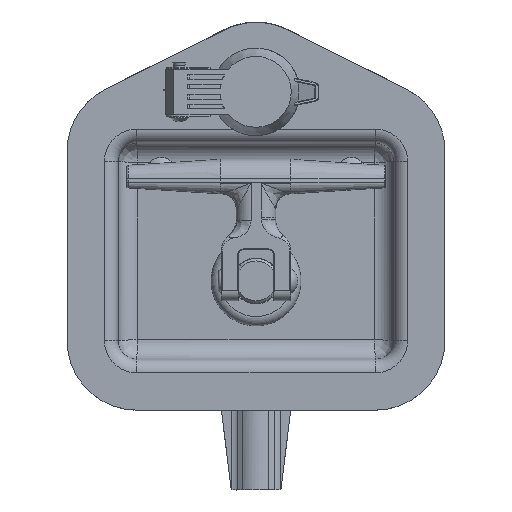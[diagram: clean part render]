
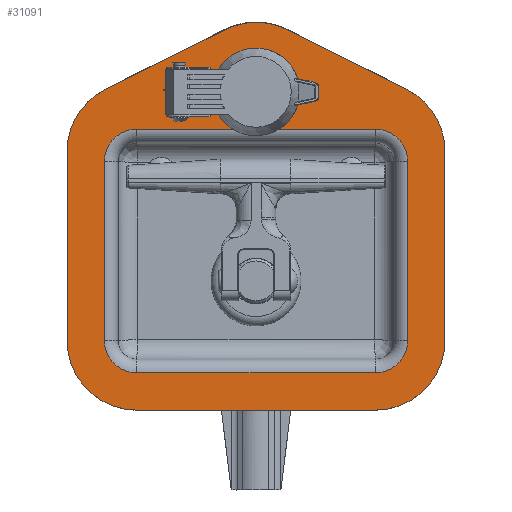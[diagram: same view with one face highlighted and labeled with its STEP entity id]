
A CAD part, top view. The second image highlights one B-rep face of the part: STEP entity #31091.
In plain terms, the highlighted planar face has unit normal (0, 0, 1).
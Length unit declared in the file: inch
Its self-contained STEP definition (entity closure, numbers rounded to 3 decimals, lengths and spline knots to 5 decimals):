
#29461=CARTESIAN_POINT('',(1.90625,1.18278,-0.21246));
#29462=VERTEX_POINT('',#29461);
#29470=CARTESIAN_POINT('',(1.90625,3.43428,-0.21246));
#29471=VERTEX_POINT('',#29470);
#29472=CARTESIAN_POINT('',(1.90625,3.43428,-0.21246));
#29473=DIRECTION('',(0.0,-1.0,0.0));
#29474=VECTOR('',#29473,2.2515);
#29475=LINE('',#29472,#29474);
#29476=EDGE_CURVE('',#29471,#29462,#29475,.T.);
#29494=CARTESIAN_POINT('',(1.50025,3.84028,-0.21246));
#29495=VERTEX_POINT('',#29494);
#29505=CARTESIAN_POINT('',(1.50025,3.43428,-0.21246));
#29506=DIRECTION('',(0.0,0.0,1.0));
#29507=DIRECTION('',(1.0,0.0,0.0));
#29508=AXIS2_PLACEMENT_3D('',#29505,#29506,#29507);
#29509=CIRCLE('',#29508,0.406);
#29510=EDGE_CURVE('',#29471,#29495,#29509,.T.);
#29520=CARTESIAN_POINT('',(-1.50025,3.84028,-0.21246));
#29521=VERTEX_POINT('',#29520);
#29531=CARTESIAN_POINT('',(-1.50025,3.84028,-0.21246));
#29532=DIRECTION('',(1.0,0.0,0.0));
#29533=VECTOR('',#29532,3.0005);
#29534=LINE('',#29531,#29533);
#29535=EDGE_CURVE('',#29521,#29495,#29534,.T.);
#29545=CARTESIAN_POINT('',(-1.90625,3.43428,-0.21246));
#29546=VERTEX_POINT('',#29545);
#29556=CARTESIAN_POINT('',(-1.50025,3.43428,-0.21246));
#29557=DIRECTION('',(0.0,0.0,1.0));
#29558=DIRECTION('',(1.0,0.0,0.0));
#29559=AXIS2_PLACEMENT_3D('',#29556,#29557,#29558);
#29560=CIRCLE('',#29559,0.406);
#29561=EDGE_CURVE('',#29521,#29546,#29560,.T.);
#29573=CARTESIAN_POINT('',(-1.90625,1.18278,-0.21246));
#29574=VERTEX_POINT('',#29573);
#29589=CARTESIAN_POINT('',(-1.90625,1.18278,-0.21246));
#29590=DIRECTION('',(0.0,1.0,0.0));
#29591=VECTOR('',#29590,2.2515);
#29592=LINE('',#29589,#29591);
#29593=EDGE_CURVE('',#29574,#29546,#29592,.T.);
#29605=CARTESIAN_POINT('',(-1.50025,0.77678,-0.21246));
#29606=VERTEX_POINT('',#29605);
#29622=CARTESIAN_POINT('',(-1.50025,1.18278,-0.21246));
#29623=DIRECTION('',(0.0,0.0,1.0));
#29624=DIRECTION('',(1.0,0.0,0.0));
#29625=AXIS2_PLACEMENT_3D('',#29622,#29623,#29624);
#29626=CIRCLE('',#29625,0.406);
#29627=EDGE_CURVE('',#29574,#29606,#29626,.T.);
#29639=CARTESIAN_POINT('',(1.50025,0.77678,-0.21246));
#29640=VERTEX_POINT('',#29639);
#29655=CARTESIAN_POINT('',(1.50025,0.77678,-0.21246));
#29656=DIRECTION('',(-1.0,0.0,0.0));
#29657=VECTOR('',#29656,3.0005);
#29658=LINE('',#29655,#29657);
#29659=EDGE_CURVE('',#29640,#29606,#29658,.T.);
#29678=CARTESIAN_POINT('',(1.50025,1.18278,-0.21246));
#29679=DIRECTION('',(0.0,0.0,1.0));
#29680=DIRECTION('',(1.0,0.0,0.0));
#29681=AXIS2_PLACEMENT_3D('',#29678,#29679,#29680);
#29682=CIRCLE('',#29681,0.406);
#29683=EDGE_CURVE('',#29640,#29462,#29682,.T.);
#30721=CARTESIAN_POINT('',(-0.2937,4.07688,-0.21246));
#30722=VERTEX_POINT('',#30721);
#30729=CARTESIAN_POINT('',(0.33534,4.14299,-0.21246));
#30730=VERTEX_POINT('',#30729);
#30731=CARTESIAN_POINT('',(0.,4.30803,-0.21246));
#30732=DIRECTION('',(0.,0.,-1.0));
#30733=DIRECTION('',(-0.786,-0.618,0.));
#30734=AXIS2_PLACEMENT_3D('',#30731,#30732,#30733);
#30735=CIRCLE('',#30734,0.37375);
#30736=EDGE_CURVE('',#30730,#30722,#30735,.T.);
#30754=CARTESIAN_POINT('',(0.2937,4.53918,-0.21246));
#30755=VERTEX_POINT('',#30754);
#30756=CARTESIAN_POINT('',(0.2937,4.53918,-0.21246));
#30757=DIRECTION('',(0.105,-0.995,0.));
#30758=VECTOR('',#30757,0.39837);
#30759=LINE('',#30756,#30758);
#30760=EDGE_CURVE('',#30755,#30730,#30759,.T.);
#30778=CARTESIAN_POINT('',(-0.33534,4.47307,-0.21246));
#30779=VERTEX_POINT('',#30778);
#30780=CARTESIAN_POINT('',(0.,4.30803,-0.21246));
#30781=DIRECTION('',(0.,0.,-1.0));
#30782=DIRECTION('',(0.786,0.618,0.));
#30783=AXIS2_PLACEMENT_3D('',#30780,#30781,#30782);
#30784=CIRCLE('',#30783,0.37375);
#30785=EDGE_CURVE('',#30779,#30755,#30784,.T.);
#30803=CARTESIAN_POINT('',(-0.2937,4.07688,-0.21246));
#30804=DIRECTION('',(-0.105,0.995,0.));
#30805=VECTOR('',#30804,0.39837);
#30806=LINE('',#30803,#30805);
#30807=EDGE_CURVE('',#30722,#30779,#30806,.T.);
#30819=CARTESIAN_POINT('',(2.375,1.18303,-0.21246));
#30820=VERTEX_POINT('',#30819);
#30827=CARTESIAN_POINT('',(1.5,0.30803,-0.21246));
#30828=VERTEX_POINT('',#30827);
#30829=CARTESIAN_POINT('',(1.5,1.18303,-0.21246));
#30830=DIRECTION('',(0.0,0.0,1.0));
#30831=DIRECTION('',(0.0,-1.0,0.0));
#30832=AXIS2_PLACEMENT_3D('',#30829,#30830,#30831);
#30833=CIRCLE('',#30832,0.875);
#30834=EDGE_CURVE('',#30828,#30820,#30833,.T.);
#30851=CARTESIAN_POINT('',(2.375,3.55928,-0.21246));
#30852=VERTEX_POINT('',#30851);
#30859=CARTESIAN_POINT('',(2.375,1.18303,-0.21246));
#30860=DIRECTION('',(0.0,1.0,0.0));
#30861=VECTOR('',#30860,2.37625);
#30862=LINE('',#30859,#30861);
#30863=EDGE_CURVE('',#30820,#30852,#30862,.T.);
#30875=CARTESIAN_POINT('',(1.89114,4.34199,-0.21246));
#30876=VERTEX_POINT('',#30875);
#30883=CARTESIAN_POINT('',(1.5,3.55928,-0.21246));
#30884=DIRECTION('',(0.0,0.0,1.0));
#30885=DIRECTION('',(1.0,0.0,0.0));
#30886=AXIS2_PLACEMENT_3D('',#30883,#30884,#30885);
#30887=CIRCLE('',#30886,0.875);
#30888=EDGE_CURVE('',#30852,#30876,#30887,.T.);
#30900=CARTESIAN_POINT('',(0.39284,5.09074,-0.21246));
#30901=VERTEX_POINT('',#30900);
#30908=CARTESIAN_POINT('',(1.89114,4.34199,-0.21246));
#30909=DIRECTION('',(-0.895,0.447,0.));
#30910=VECTOR('',#30909,1.67497);
#30911=LINE('',#30908,#30910);
#30912=EDGE_CURVE('',#30876,#30901,#30911,.T.);
#30924=CARTESIAN_POINT('',(-0.38891,5.09101,-0.21246));
#30925=VERTEX_POINT('',#30924);
#30932=CARTESIAN_POINT('',(0.0017,4.30803,-0.21246));
#30933=DIRECTION('',(0.,0.,1.0));
#30934=DIRECTION('',(0.447,0.895,0.));
#30935=AXIS2_PLACEMENT_3D('',#30932,#30933,#30934);
#30936=CIRCLE('',#30935,0.875);
#30937=EDGE_CURVE('',#30901,#30925,#30936,.T.);
#30949=CARTESIAN_POINT('',(-1.89061,4.34184,-0.21246));
#30950=VERTEX_POINT('',#30949);
#30957=CARTESIAN_POINT('',(-0.38891,5.09101,-0.21246));
#30958=DIRECTION('',(-0.895,-0.446,0.));
#30959=VECTOR('',#30958,1.6782);
#30960=LINE('',#30957,#30959);
#30961=EDGE_CURVE('',#30925,#30950,#30960,.T.);
#30973=CARTESIAN_POINT('',(-2.375,3.55887,-0.21246));
#30974=VERTEX_POINT('',#30973);
#30981=CARTESIAN_POINT('',(-1.5,3.55887,-0.21246));
#30982=DIRECTION('',(0.,0.,1.0));
#30983=DIRECTION('',(-0.446,0.895,0.));
#30984=AXIS2_PLACEMENT_3D('',#30981,#30982,#30983);
#30985=CIRCLE('',#30984,0.875);
#30986=EDGE_CURVE('',#30950,#30974,#30985,.T.);
#30998=CARTESIAN_POINT('',(-2.375,1.18303,-0.21246));
#30999=VERTEX_POINT('',#30998);
#31006=CARTESIAN_POINT('',(-2.375,3.55887,-0.21246));
#31007=DIRECTION('',(0.0,-1.0,0.0));
#31008=VECTOR('',#31007,2.37584);
#31009=LINE('',#31006,#31008);
#31010=EDGE_CURVE('',#30974,#30999,#31009,.T.);
#31022=CARTESIAN_POINT('',(-1.5,0.30803,-0.21246));
#31023=VERTEX_POINT('',#31022);
#31030=CARTESIAN_POINT('',(-1.5,1.18303,-0.21246));
#31031=DIRECTION('',(0.0,0.0,1.0));
#31032=DIRECTION('',(-1.0,0.0,0.0));
#31033=AXIS2_PLACEMENT_3D('',#31030,#31031,#31032);
#31034=CIRCLE('',#31033,0.875);
#31035=EDGE_CURVE('',#30999,#31023,#31034,.T.);
#31048=CARTESIAN_POINT('',(-1.5,0.30803,-0.21246));
#31049=DIRECTION('',(1.0,0.0,0.0));
#31050=VECTOR('',#31049,3.0);
#31051=LINE('',#31048,#31050);
#31052=EDGE_CURVE('',#31023,#30828,#31051,.T.);
#31058=CARTESIAN_POINT('',(0.00009,2.50965,-0.21246));
#31059=DIRECTION('',(0.0,0.0,1.0));
#31060=DIRECTION('',(1.0,0.0,0.0));
#31061=AXIS2_PLACEMENT_3D('',#31058,#31059,#31060);
#31062=PLANE('',#31061);
#31063=ORIENTED_EDGE('',*,*,#31052,.T.);
#31064=ORIENTED_EDGE('',*,*,#30834,.T.);
#31065=ORIENTED_EDGE('',*,*,#30863,.T.);
#31066=ORIENTED_EDGE('',*,*,#30888,.T.);
#31067=ORIENTED_EDGE('',*,*,#30912,.T.);
#31068=ORIENTED_EDGE('',*,*,#30937,.T.);
#31069=ORIENTED_EDGE('',*,*,#30961,.T.);
#31070=ORIENTED_EDGE('',*,*,#30986,.T.);
#31071=ORIENTED_EDGE('',*,*,#31010,.T.);
#31072=ORIENTED_EDGE('',*,*,#31035,.T.);
#31073=EDGE_LOOP('',(#31063,#31064,#31065,#31066,#31067,#31068,#31069,#31070,#31071,#31072));
#31074=FACE_OUTER_BOUND('',#31073,.T.);
#31075=ORIENTED_EDGE('',*,*,#29476,.T.);
#31076=ORIENTED_EDGE('',*,*,#29683,.F.);
#31077=ORIENTED_EDGE('',*,*,#29659,.T.);
#31078=ORIENTED_EDGE('',*,*,#29627,.F.);
#31079=ORIENTED_EDGE('',*,*,#29593,.T.);
#31080=ORIENTED_EDGE('',*,*,#29561,.F.);
#31081=ORIENTED_EDGE('',*,*,#29535,.T.);
#31082=ORIENTED_EDGE('',*,*,#29510,.F.);
#31083=EDGE_LOOP('',(#31075,#31076,#31077,#31078,#31079,#31080,#31081,#31082));
#31084=FACE_BOUND('',#31083,.T.);
#31085=ORIENTED_EDGE('',*,*,#30736,.T.);
#31086=ORIENTED_EDGE('',*,*,#30807,.T.);
#31087=ORIENTED_EDGE('',*,*,#30785,.T.);
#31088=ORIENTED_EDGE('',*,*,#30760,.T.);
#31089=EDGE_LOOP('',(#31085,#31086,#31087,#31088));
#31090=FACE_BOUND('',#31089,.T.);
#31091=ADVANCED_FACE('',(#31074,#31084,#31090),#31062,.T.);
